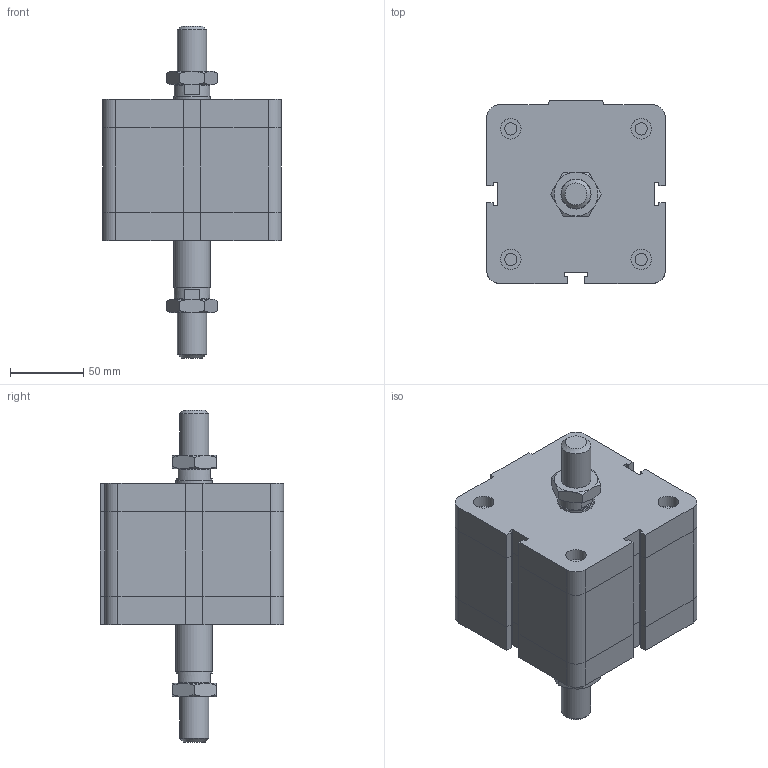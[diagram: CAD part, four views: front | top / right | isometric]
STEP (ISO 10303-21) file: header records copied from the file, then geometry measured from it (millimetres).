
FILE_DESCRIPTION((''),'2;1');
FILE_NAME('1561_100_0030_04_1.iam.stp','2009-04-20T14:44:26',(''),(''),'Autodesk Inventor 2009','Autodesk Inventor 2009','');
FILE_SCHEMA(('AUTOMOTIVE_DESIGN { 1 0 10303 214 1 1 1 1 }'));
Length unit declared in the file: millimetre
Products named in the file (4): 1561_100_0030_04_1; 1561_100_0030_03_1_C; 1561_100_0030_04_1_S; DBFM20
Assembly tree (4 placements, depth 2):
  1561_100_0030_04_1
    1561_100_0030_03_1_C
    1561_100_0030_04_1_S
    DBFM20  x2
Bounding box: 122 x 125 x 226.5 mm (x, y, z)
Volume: 1448823.3 mm3; surface area: 117554.4 mm2
Topology: 4 solids, 4 shells, 222 faces, 483 edges, 289 vertices
Faces by surface type: plane 129, cone 35, bspline 33, cylinder 25
Full cylindrical faces by diameter (mm): 8.376 x4, 14 x4, 18.5 x1, 20 x1, 24.5 x2, 25 x1
Entity records: 5450 total; most frequent: CARTESIAN_POINT 1222, DIRECTION 802, ORIENTED_EDGE 772, EDGE_CURVE 386, AXIS2_PLACEMENT_3D 272, EDGE_LOOP 258, VECTOR 258, LINE 258
